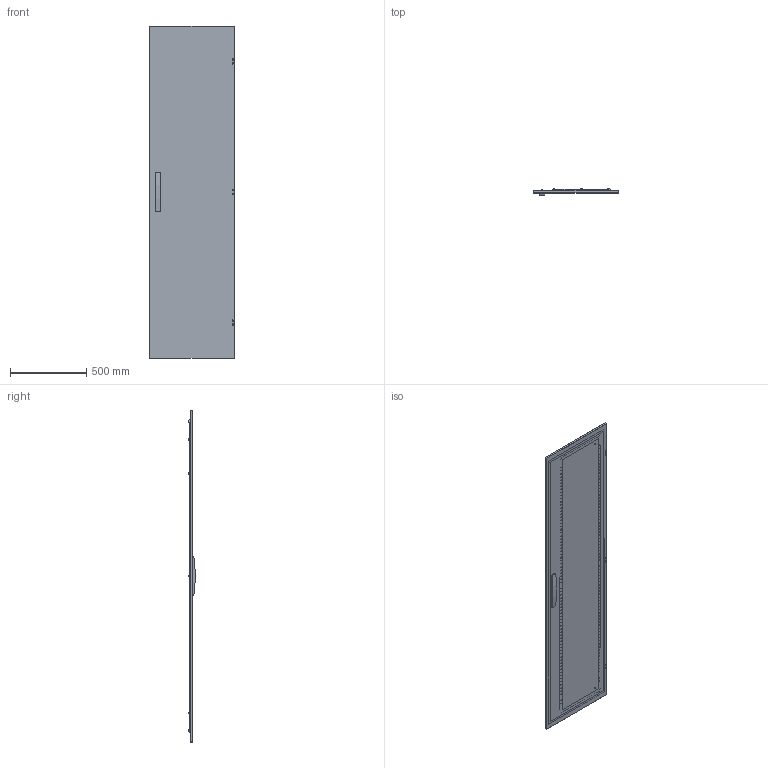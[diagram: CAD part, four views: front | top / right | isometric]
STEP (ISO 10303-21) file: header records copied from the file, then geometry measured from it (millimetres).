
FILE_DESCRIPTION (( 'STEP AP214' ), '1' );
FILE_NAME ('FPK226.STEP', '2025-09-11T09:56:41', ( '' ), ( '' ), 'SwSTEP 2.0', 'SolidWorks 2024', '' );
FILE_SCHEMA (( 'AUTOMOTIVE_DESIGN' ));
Length unit declared in the file: millimetre
Products named in the file (1): FPK226
Bounding box: 559 x 40.34 x 2184 mm (x, y, z)
Volume: 4341527 mm3; surface area: 2905664.4 mm2
Topology: 2 solids, 2 shells, 632 faces, 1439 edges, 975 vertices
Faces by surface type: plane 303, cylinder 227, cone 102
Full cylindrical faces by diameter (mm): 4.25 x152, 4.917 x8, 6 x5, 7 x5, 7.2 x1, 9 x13, 11 x6
Entity records: 16182 total; most frequent: CARTESIAN_POINT 3669, DIRECTION 2616, ORIENTED_EDGE 2124, AXIS2_PLACEMENT_3D 1133, EDGE_CURVE 1062, EDGE_LOOP 1036, VERTEX_POINT 826, FACE_OUTER_BOUND 806
